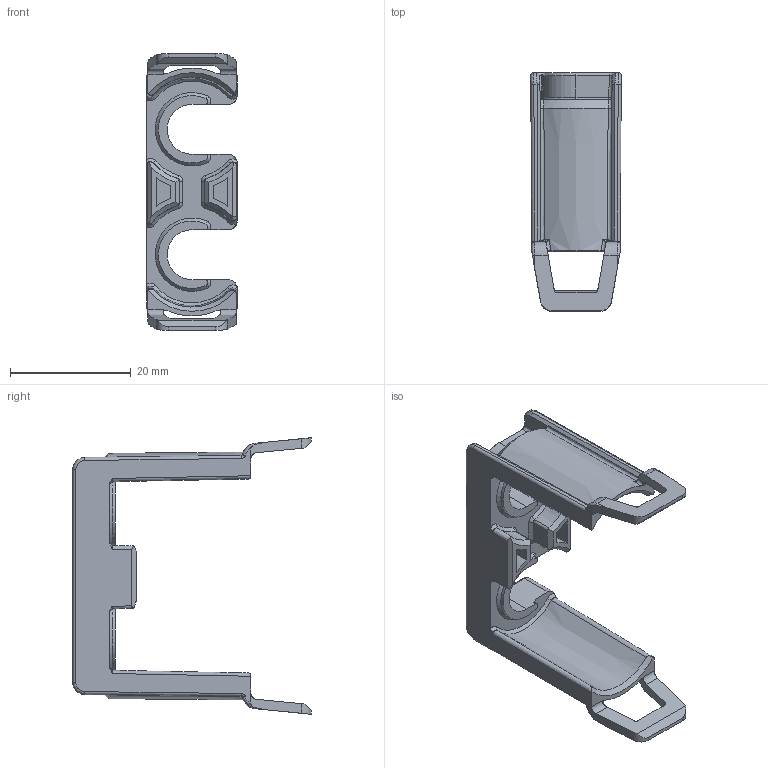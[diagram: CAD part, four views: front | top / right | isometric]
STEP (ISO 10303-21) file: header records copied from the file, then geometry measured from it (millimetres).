
FILE_DESCRIPTION((''),'2;1');
FILE_NAME('PDM-TT4_NCF_ASM','2018-02-20T09:34:43',('20077268'),(''),'CREO PARAMETRIC BY PTC INC, 2017110','CREO PARAMETRIC BY PTC INC, 2017110','');
FILE_SCHEMA(('CONFIG_CONTROL_DESIGN'));
Length unit declared in the file: millimetre
Products named in the file (2): C38-1007_NCF; PDM-TT4_NCF_ASM
Assembly tree (1 placements, depth 2):
  PDM-TT4_NCF_ASM
    C38-1007_NCF
Bounding box: 14.99 x 39.5 x 45.83 mm (x, y, z)
Volume: 3323.7 mm3; surface area: 4651.9 mm2
Topology: 1 solids, 1 shells, 306 faces, 795 edges, 490 vertices
Faces by surface type: plane 91, cylinder 83, bspline 82, cone 40, torus 10
Entity records: 13332 total; most frequent: CARTESIAN_POINT 6675, ORIENTED_EDGE 1590, DIRECTION 1061, EDGE_CURVE 795, VERTEX_POINT 490, AXIS2_PLACEMENT_3D 371, B_SPLINE_CURVE_WITH_KNOTS 332, VECTOR 319
